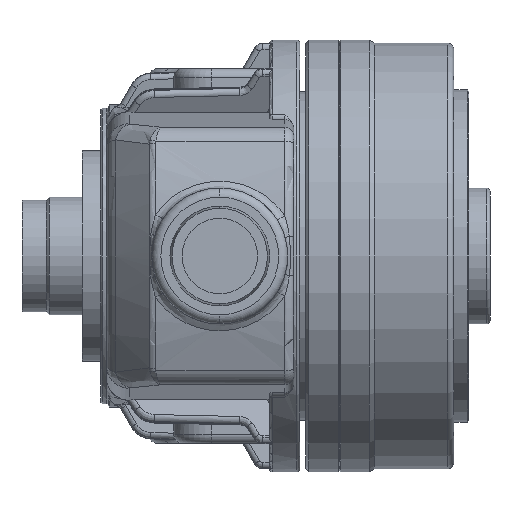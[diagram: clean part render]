
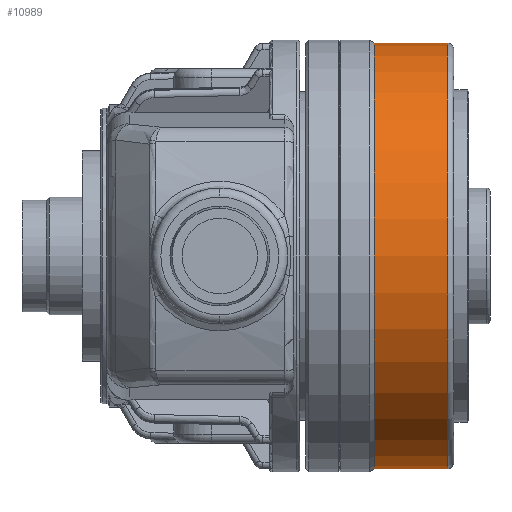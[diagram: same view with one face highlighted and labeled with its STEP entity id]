
A CAD part, front view. The second image highlights one B-rep face of the part: STEP entity #10989.
In plain terms, the highlighted cylindrical face has radius 70.5 mm (diameter 141 mm), a partial arc.
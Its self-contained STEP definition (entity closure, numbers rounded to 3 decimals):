
#621 = ORIENTED_EDGE ( 'NONE', *, *, #29822, .F. ) ;
#1294 = LINE ( 'NONE', #26766, #14927 ) ;
#2373 = VERTEX_POINT ( 'NONE', #15121 ) ;
#2529 = EDGE_LOOP ( 'NONE', ( #621, #23481, #20268, #9316 ) ) ;
#4427 = CARTESIAN_POINT ( 'NONE',  ( 0., 0., 0. ) ) ;
#4992 = CARTESIAN_POINT ( 'NONE',  ( 36., 0., -70.5 ) ) ;
#5132 = DIRECTION ( 'NONE',  ( -1., 0., 0. ) ) ;
#6139 = EDGE_CURVE ( 'NONE', #2373, #6611, #6839, .T. ) ;
#6611 = VERTEX_POINT ( 'NONE', #23906 ) ;
#6839 = LINE ( 'NONE', #16386, #25226 ) ;
#8999 = DIRECTION ( 'NONE',  ( -1., 0., 0. ) ) ;
#9284 = EDGE_CURVE ( 'NONE', #12142, #2373, #18944, .T. ) ;
#9316 = ORIENTED_EDGE ( 'NONE', *, *, #26554, .F. ) ;
#10111 = AXIS2_PLACEMENT_3D ( 'NONE', #23384, #8999, #25775 ) ;
#10989 = ADVANCED_FACE ( 'NONE', ( #16743 ), #19003, .T. ) ;
#11269 = DIRECTION ( 'NONE',  ( -1., 0., 0. ) ) ;
#12142 = VERTEX_POINT ( 'NONE', #4992 ) ;
#14211 = CARTESIAN_POINT ( 'NONE',  ( 11.732, 0., -70.5 ) ) ;
#14769 = DIRECTION ( 'NONE',  ( -1., 0., 0. ) ) ;
#14927 = VECTOR ( 'NONE', #14769, 1000. ) ;
#15121 = CARTESIAN_POINT ( 'NONE',  ( 36., 0., 70.5 ) ) ;
#16386 = CARTESIAN_POINT ( 'NONE',  ( 0., 0., 70.5 ) ) ;
#16743 = FACE_OUTER_BOUND ( 'NONE', #2529, .T. ) ;
#18939 = CIRCLE ( 'NONE', #20409, 70.5 ) ;
#18944 = CIRCLE ( 'NONE', #10111, 70.5 ) ;
#19003 = CYLINDRICAL_SURFACE ( 'NONE', #30730, 70.5 ) ;
#19027 = DIRECTION ( 'NONE',  ( 0., 0., 1. ) ) ;
#19509 = CARTESIAN_POINT ( 'NONE',  ( 11.732, 0., 0. ) ) ;
#20268 = ORIENTED_EDGE ( 'NONE', *, *, #6139, .T. ) ;
#20409 = AXIS2_PLACEMENT_3D ( 'NONE', #19509, #5132, #21933 ) ;
#21933 = DIRECTION ( 'NONE',  ( 0., 0., 1. ) ) ;
#23384 = CARTESIAN_POINT ( 'NONE',  ( 36., 0., 0. ) ) ;
#23481 = ORIENTED_EDGE ( 'NONE', *, *, #9284, .T. ) ;
#23906 = CARTESIAN_POINT ( 'NONE',  ( 11.732, 0., 70.5 ) ) ;
#24295 = VERTEX_POINT ( 'NONE', #14211 ) ;
#25226 = VECTOR ( 'NONE', #11269, 1000. ) ;
#25775 = DIRECTION ( 'NONE',  ( 0., 0., 1. ) ) ;
#26554 = EDGE_CURVE ( 'NONE', #24295, #6611, #18939, .T. ) ;
#26766 = CARTESIAN_POINT ( 'NONE',  ( 0., 0., -70.5 ) ) ;
#28697 = DIRECTION ( 'NONE',  ( -1., 0., 0. ) ) ;
#29822 = EDGE_CURVE ( 'NONE', #12142, #24295, #1294, .T. ) ;
#30730 = AXIS2_PLACEMENT_3D ( 'NONE', #4427, #28697, #19027 ) ;
